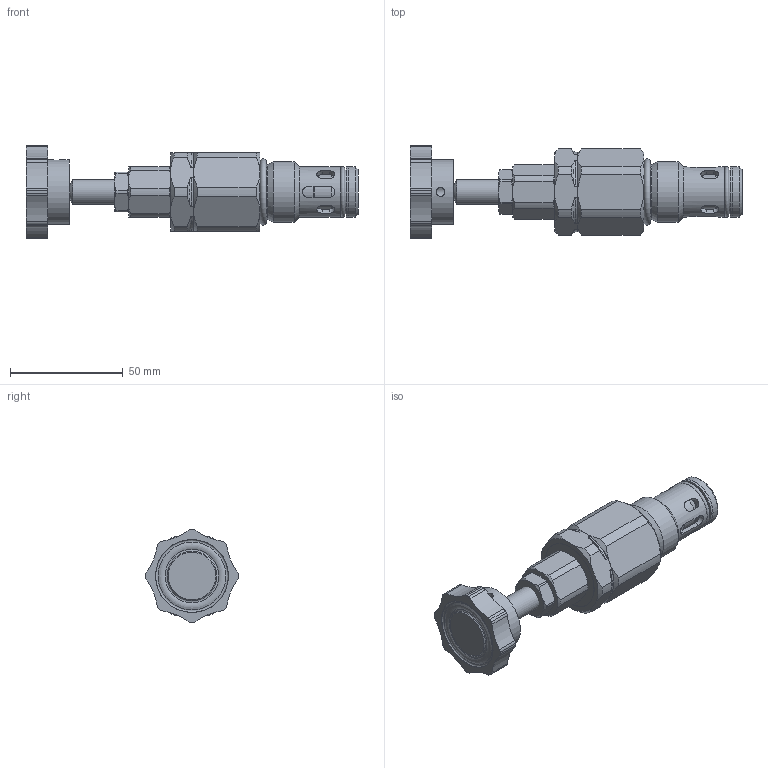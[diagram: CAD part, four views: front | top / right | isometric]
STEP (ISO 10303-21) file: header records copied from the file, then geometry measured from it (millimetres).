
FILE_DESCRIPTION((''),'2;1');
FILE_NAME('HSTV800.stp','2016-03-08T14:21:05',('JGroves'),(''),'Autodesk Inventor 2012','Autodesk Inventor 2012','');
FILE_SCHEMA(('AUTOMOTIVE_DESIGN { 1 0 10303 214 1 1 1 1 }'));
Length unit declared in the file: inch
Products named in the file (1): L500021HS01(HSTV800)_Shrinkwrap_1
Bounding box: 146.91 x 41.15 x 41.15 mm (x, y, z)
Surface area: 25213.5 mm2 (no closed solid volume)
Topology: 0 solids, 15 shells, 246 faces, 670 edges, 442 vertices
Faces by surface type: cylinder 107, plane 68, cone 55, torus 15, sphere 1
Full cylindrical faces by diameter (mm): 3.912 x1, 6.325 x1, 6.35 x1, 11.077 x1, 12.7 x1, 15.545 x1, 15.875 x1, 17.45 x1, 17.488 x1, 19.431 x1, 22.149 x1, 22.2 x2, 24.054 x1, 26.975 x1, 28.448 x1, 34.798 x1
Entity records: 8593 total; most frequent: CARTESIAN_POINT 2366, DIRECTION 1226, ORIENTED_EDGE 1189, EDGE_CURVE 635, AXIS2_PLACEMENT_3D 502, VERTEX_POINT 439, EDGE_LOOP 314, CIRCLE 255
